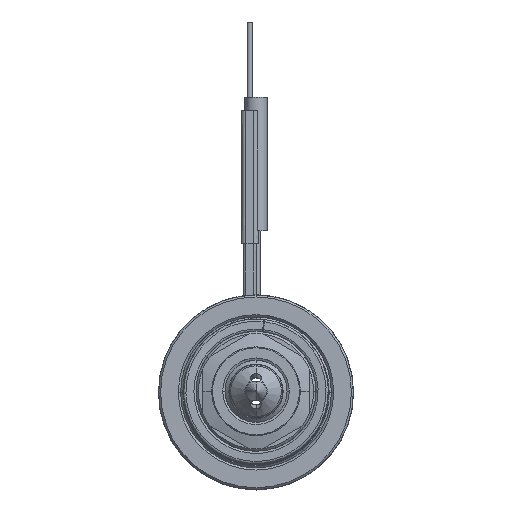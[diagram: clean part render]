
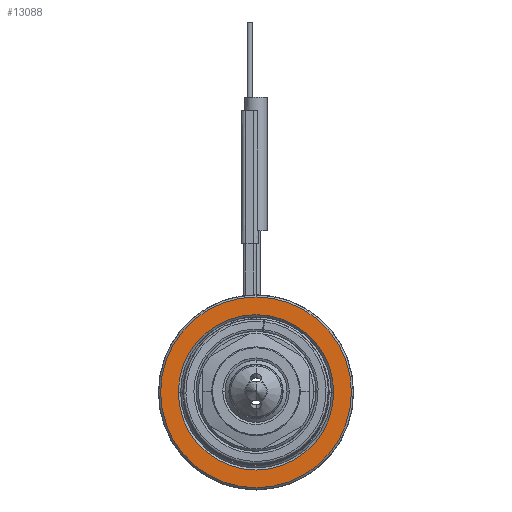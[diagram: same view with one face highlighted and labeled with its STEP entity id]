
A CAD part, top view. The second image highlights one B-rep face of the part: STEP entity #13088.
In plain terms, the highlighted planar face has unit normal (0, 0, 1).
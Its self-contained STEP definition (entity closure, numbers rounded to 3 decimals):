
#3816=CARTESIAN_POINT('',(0.,0.,40.));
#3817=DIRECTION('',(0.,0.,-1.));
#3818=DIRECTION('',(-1.,0.,0.));
#3819=AXIS2_PLACEMENT_3D('',#3816,#3817,#3818);
#3830=CARTESIAN_POINT('',(0.,0.,
40.));
#3831=DIRECTION('',(0.,0.,-1.));
#3832=DIRECTION('',(1.,0.,0.));
#3833=AXIS2_PLACEMENT_3D('',#3830,#3831,#3832);
#3844=CARTESIAN_POINT('',(0.,0.,
40.));
#3845=DIRECTION('',(0.,0.,-1.));
#3846=DIRECTION('',(1.,0.,0.));
#3847=AXIS2_PLACEMENT_3D('',#3844,#3845,#3846);
#3858=CARTESIAN_POINT('',(0.,0.,
40.));
#3859=DIRECTION('',(0.,0.,-1.));
#3860=DIRECTION('',(-1.,0.,0.));
#3861=AXIS2_PLACEMENT_3D('',#3858,#3859,#3860);
#8159=CARTESIAN_POINT('',(21.5,0.,40.));
#8160=CARTESIAN_POINT('',(-21.5,0.,40.));
#8161=VERTEX_POINT('',#8159);
#8162=VERTEX_POINT('',#8160);
#8163=CARTESIAN_POINT('',(17.5,0.,40.));
#8164=CARTESIAN_POINT('',(-17.5,0.,40.));
#8165=VERTEX_POINT('',#8163);
#8166=VERTEX_POINT('',#8164);
#13073=CARTESIAN_POINT('',(0.,0.,40.));
#13074=DIRECTION('',(0.,0.,1.));
#13075=DIRECTION('',(-1.,0.,0.));
#13076=AXIS2_PLACEMENT_3D('',#13073,#13074,#13075);
#13077=PLANE('',#13076);
#13078=ORIENTED_EDGE('',*,*,#13055,.T.);
#13079=ORIENTED_EDGE('',*,*,#13040,.T.);
#13080=EDGE_LOOP('',(#13078,#13079));
#13081=FACE_OUTER_BOUND('',#13080,.F.);
#13083=ORIENTED_EDGE('',*,*,#13082,.F.);
#13085=ORIENTED_EDGE('',*,*,#13084,.F.);
#13086=EDGE_LOOP('',(#13083,#13085));
#13087=FACE_BOUND('',#13086,.F.);
#3820=CIRCLE('',#3819,21.5);
#3834=CIRCLE('',#3833,21.5);
#3848=CIRCLE('',#3847,17.5);
#3862=CIRCLE('',#3861,17.5);
#13040=EDGE_CURVE('',#8162,#8161,#3820,.T.);
#13055=EDGE_CURVE('',#8161,#8162,#3834,.T.);
#13082=EDGE_CURVE('',#8165,#8166,#3848,.T.);
#13084=EDGE_CURVE('',#8166,#8165,#3862,.T.);
#13088=ADVANCED_FACE('',(#13081,#13087),#13077,.T.);
